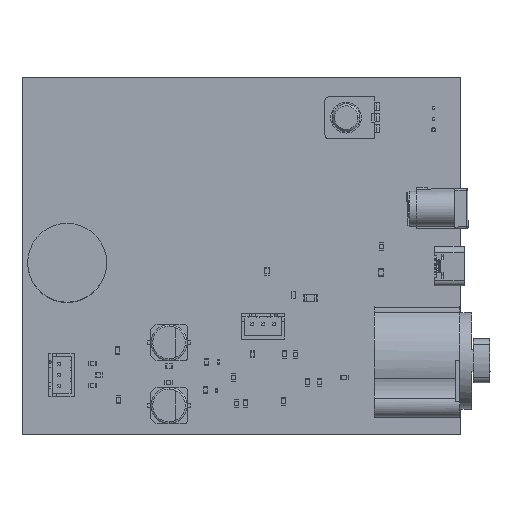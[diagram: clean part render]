
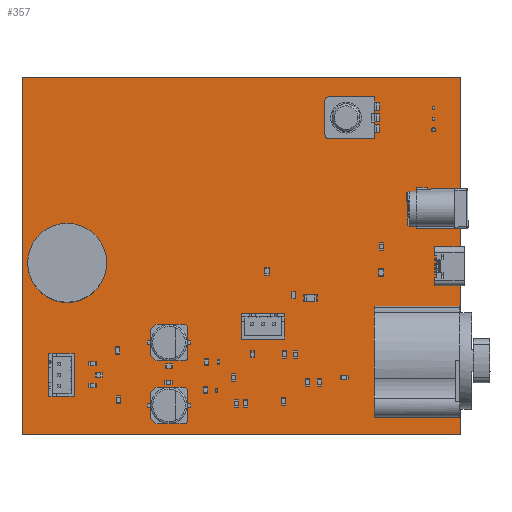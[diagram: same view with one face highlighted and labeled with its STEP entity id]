
A CAD part, top view. The second image highlights one B-rep face of the part: STEP entity #357.
In plain terms, the highlighted planar face has unit normal (0, 0, 1).
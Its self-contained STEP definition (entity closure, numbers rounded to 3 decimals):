
#196 = VERTEX_POINT('',#197);
#197 = CARTESIAN_POINT('',(99.99,0.061,1.42)
  );
#203 = EDGE_CURVE('',#196,#204,#206,.T.);
#204 = VERTEX_POINT('',#205);
#205 = CARTESIAN_POINT('',(99.99,60.061,1.42));
#206 = LINE('',#207,#208);
#207 = CARTESIAN_POINT('',(99.99,0.061,1.42)
  );
#208 = VECTOR('',#209,1.);
#209 = DIRECTION('',(0.,1.,0.));
#234 = EDGE_CURVE('',#204,#235,#237,.T.);
#235 = VERTEX_POINT('',#236);
#236 = CARTESIAN_POINT('',(99.99,81.661,1.42));
#237 = LINE('',#238,#239);
#238 = CARTESIAN_POINT('',(99.99,60.061,1.42));
#239 = VECTOR('',#240,1.);
#240 = DIRECTION('',(0.,1.,0.));
#265 = EDGE_CURVE('',#235,#266,#268,.T.);
#266 = VERTEX_POINT('',#267);
#267 = CARTESIAN_POINT('',(-0.01,81.661,
    1.42));
#268 = LINE('',#269,#270);
#269 = CARTESIAN_POINT('',(99.99,81.661,1.42));
#270 = VECTOR('',#271,1.);
#271 = DIRECTION('',(-1.,0.,0.));
#296 = EDGE_CURVE('',#266,#297,#299,.T.);
#297 = VERTEX_POINT('',#298);
#298 = CARTESIAN_POINT('',(-0.01,0.061,
    1.42));
#299 = LINE('',#300,#301);
#300 = CARTESIAN_POINT('',(-0.01,81.661,
    1.42));
#301 = VECTOR('',#302,1.);
#302 = DIRECTION('',(0.,-1.,0.));
#327 = EDGE_CURVE('',#297,#196,#328,.T.);
#328 = LINE('',#329,#330);
#329 = CARTESIAN_POINT('',(-0.01,0.061,
    1.42));
#330 = VECTOR('',#331,1.);
#331 = DIRECTION('',(1.,0.,0.));
#357 = ADVANCED_FACE('',(#358),#365,.F.);
#358 = FACE_BOUND('',#359,.T.);
#359 = EDGE_LOOP('',(#360,#361,#362,#363,#364));
#360 = ORIENTED_EDGE('',*,*,#203,.T.);
#361 = ORIENTED_EDGE('',*,*,#234,.T.);
#362 = ORIENTED_EDGE('',*,*,#265,.T.);
#363 = ORIENTED_EDGE('',*,*,#296,.T.);
#364 = ORIENTED_EDGE('',*,*,#327,.T.);
#365 = PLANE('',#366);
#366 = AXIS2_PLACEMENT_3D('',#367,#368,#369);
#367 = CARTESIAN_POINT('',(99.99,0.061,1.42)
  );
#368 = DIRECTION('',(0.,0.,-1.));
#369 = DIRECTION('',(-1.,0.,0.));
